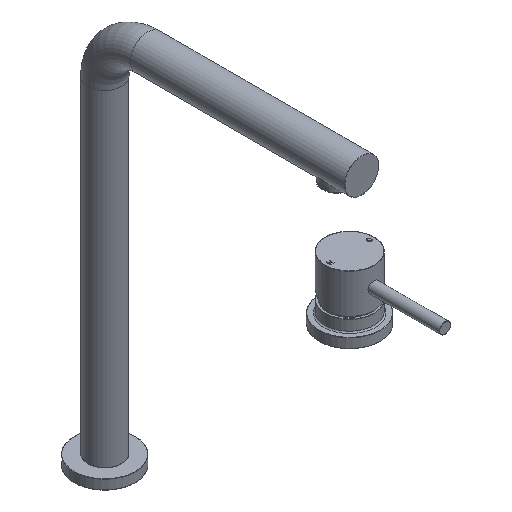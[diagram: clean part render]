
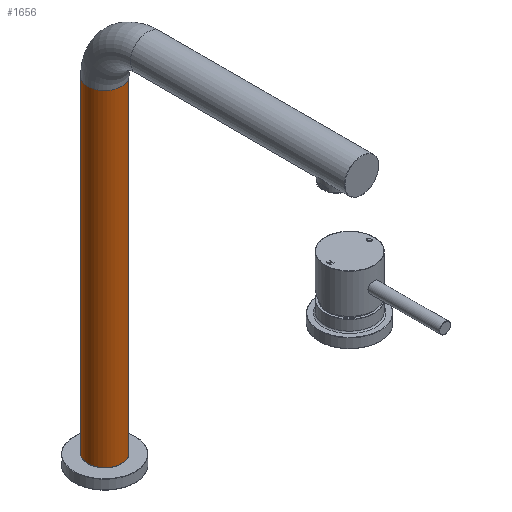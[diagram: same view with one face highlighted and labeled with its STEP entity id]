
A CAD part, isometric view. The second image highlights one B-rep face of the part: STEP entity #1656.
In plain terms, the highlighted cylindrical face has radius 14 mm (diameter 28 mm), a full revolution.
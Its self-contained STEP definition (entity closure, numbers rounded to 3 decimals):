
#256=ORIENTED_EDGE('',*,*,#526,.T.);
#257=ORIENTED_EDGE('',*,*,#525,.F.);
#525=EDGE_CURVE('',#669,#669,#785,.F.);
#526=EDGE_CURVE('',#670,#670,#786,.F.);
#669=VERTEX_POINT('',#2466);
#670=VERTEX_POINT('',#2469);
#785=CIRCLE('',#1792,14.);
#786=CIRCLE('',#1794,14.);
#881=EDGE_LOOP('',(#256));
#882=EDGE_LOOP('',(#257));
#1055=FACE_BOUND('',#881,.T.);
#1056=FACE_BOUND('',#882,.T.);
#1197=CYLINDRICAL_SURFACE('',#1793,14.);
#1656=ADVANCED_FACE('',(#1055,#1056),#1197,.T.);
#1792=AXIS2_PLACEMENT_3D('',#2465,#2003,#2004);
#1793=AXIS2_PLACEMENT_3D('',#2467,#2005,#2006);
#1794=AXIS2_PLACEMENT_3D('',#2468,#2007,#2008);
#2003=DIRECTION('',(0.,0.,-1.));
#2004=DIRECTION('',(1.,0.,0.));
#2005=DIRECTION('',(0.,0.,1.));
#2006=DIRECTION('',(1.,0.,0.));
#2007=DIRECTION('',(0.,0.,-1.));
#2008=DIRECTION('',(-1.,0.,0.));
#2465=CARTESIAN_POINT('',(0.,0.,175.));
#2466=CARTESIAN_POINT('',(14.,0.,175.));
#2467=CARTESIAN_POINT('',(0.,0.,0.));
#2468=CARTESIAN_POINT('',(0.,0.,-91.7));
#2469=CARTESIAN_POINT('',(-14.,0.,-91.7));
